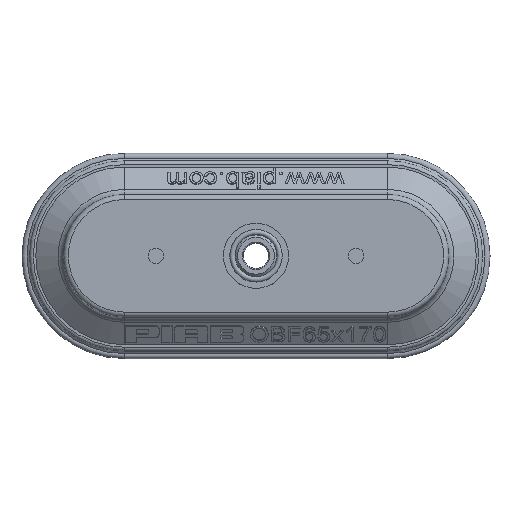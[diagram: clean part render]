
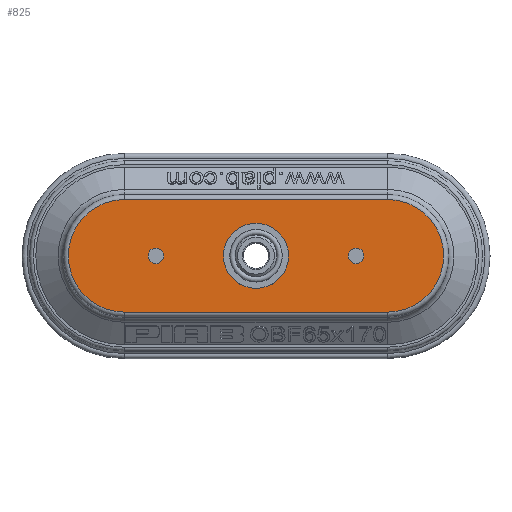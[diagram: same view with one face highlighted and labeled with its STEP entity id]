
A CAD part, top view. The second image highlights one B-rep face of the part: STEP entity #825.
In plain terms, the highlighted planar face has unit normal (0, 0, 1).
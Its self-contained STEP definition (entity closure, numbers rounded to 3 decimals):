
#825 = ADVANCED_FACE( '', ( #1975, #1976, #1977, #1978 ), #1979, .T. );
#1975 = FACE_BOUND( '', #3554, .T. );
#1976 = FACE_BOUND( '', #3555, .T. );
#1977 = FACE_OUTER_BOUND( '', #3556, .T. );
#1978 = FACE_BOUND( '', #3557, .T. );
#1979 = PLANE( '', #3558 );
#3554 = EDGE_LOOP( '', ( #6367 ) );
#3555 = EDGE_LOOP( '', ( #6368 ) );
#3556 = EDGE_LOOP( '', ( #6369, #6370, #6371, #6372 ) );
#3557 = EDGE_LOOP( '', ( #6373 ) );
#3558 = AXIS2_PLACEMENT_3D( '', #6374, #6375, #6376 );
#6367 = ORIENTED_EDGE( '', *, *, #10157, .F. );
#6368 = ORIENTED_EDGE( '', *, *, #10158, .T. );
#6369 = ORIENTED_EDGE( '', *, *, #10159, .T. );
#6370 = ORIENTED_EDGE( '', *, *, #10160, .T. );
#6371 = ORIENTED_EDGE( '', *, *, #10161, .T. );
#6372 = ORIENTED_EDGE( '', *, *, #10162, .T. );
#6373 = ORIENTED_EDGE( '', *, *, #10163, .T. );
#6374 = CARTESIAN_POINT( '', ( 0., -24.5, 42. ) );
#6375 = DIRECTION( '', ( 0., 0., 1. ) );
#6376 = DIRECTION( '', ( 1., 0., 0. ) );
#10157 = EDGE_CURVE( '', #12307, #12307, #12308, .T. );
#10158 = EDGE_CURVE( '', #12309, #12309, #12310, .T. );
#10159 = EDGE_CURVE( '', #12311, #12312, #12313, .T. );
#10160 = EDGE_CURVE( '', #12312, #12314, #12315, .T. );
#10161 = EDGE_CURVE( '', #12314, #12316, #12317, .T. );
#10162 = EDGE_CURVE( '', #12316, #12311, #12318, .T. );
#10163 = EDGE_CURVE( '', #12319, #12319, #12320, .T. );
#12307 = VERTEX_POINT( '', #16966 );
#12308 = CIRCLE( '', #16967, 13. );
#12309 = VERTEX_POINT( '', #16968 );
#12310 = CIRCLE( '', #16969, 3.1 );
#12311 = VERTEX_POINT( '', #16970 );
#12312 = VERTEX_POINT( '', #16971 );
#12313 = CIRCLE( '', #16972, 22.5 );
#12314 = VERTEX_POINT( '', #16973 );
#12315 = LINE( '', #16974, #16975 );
#12316 = VERTEX_POINT( '', #16976 );
#12317 = CIRCLE( '', #16977, 22.5 );
#12318 = LINE( '', #16978, #16979 );
#12319 = VERTEX_POINT( '', #16980 );
#12320 = CIRCLE( '', #16981, 3.1 );
#16966 = CARTESIAN_POINT( '', ( 13., 0., 42. ) );
#16967 = AXIS2_PLACEMENT_3D( '', #19919, #19920, #19921 );
#16968 = CARTESIAN_POINT( '', ( 43.1, 0., 42. ) );
#16969 = AXIS2_PLACEMENT_3D( '', #19922, #19923, #19924 );
#16970 = CARTESIAN_POINT( '', ( 52.5, -22.5, 42. ) );
#16971 = CARTESIAN_POINT( '', ( 52.5, 22.5, 42. ) );
#16972 = AXIS2_PLACEMENT_3D( '', #19925, #19926, #19927 );
#16973 = CARTESIAN_POINT( '', ( -52.5, 22.5, 42. ) );
#16974 = CARTESIAN_POINT( '', ( 0., 22.5, 42. ) );
#16975 = VECTOR( '', #19928, 1000. );
#16976 = CARTESIAN_POINT( '', ( -52.5, -22.5, 42. ) );
#16977 = AXIS2_PLACEMENT_3D( '', #19929, #19930, #19931 );
#16978 = CARTESIAN_POINT( '', ( 0., -22.5, 42. ) );
#16979 = VECTOR( '', #19932, 1000. );
#16980 = CARTESIAN_POINT( '', ( -36.9, 0., 42. ) );
#16981 = AXIS2_PLACEMENT_3D( '', #19933, #19934, #19935 );
#19919 = CARTESIAN_POINT( '', ( 0., 0., 42. ) );
#19920 = DIRECTION( '', ( 0., 0., 1. ) );
#19921 = DIRECTION( '', ( 1., 0., 0. ) );
#19922 = CARTESIAN_POINT( '', ( 40., 0., 42. ) );
#19923 = DIRECTION( '', ( 0., 0., -1. ) );
#19924 = DIRECTION( '', ( 1., 0., 0. ) );
#19925 = CARTESIAN_POINT( '', ( 52.5, 0., 42. ) );
#19926 = DIRECTION( '', ( 0., 0., 1. ) );
#19927 = DIRECTION( '', ( 1., 0., 0. ) );
#19928 = DIRECTION( '', ( -1., 0., 0. ) );
#19929 = CARTESIAN_POINT( '', ( -52.5, 0., 42. ) );
#19930 = DIRECTION( '', ( 0., 0., 1. ) );
#19931 = DIRECTION( '', ( 1., 0., 0. ) );
#19932 = DIRECTION( '', ( 1., 0., 0. ) );
#19933 = CARTESIAN_POINT( '', ( -40., 0., 42. ) );
#19934 = DIRECTION( '', ( 0., 0., -1. ) );
#19935 = DIRECTION( '', ( 1., 0., 0. ) );
